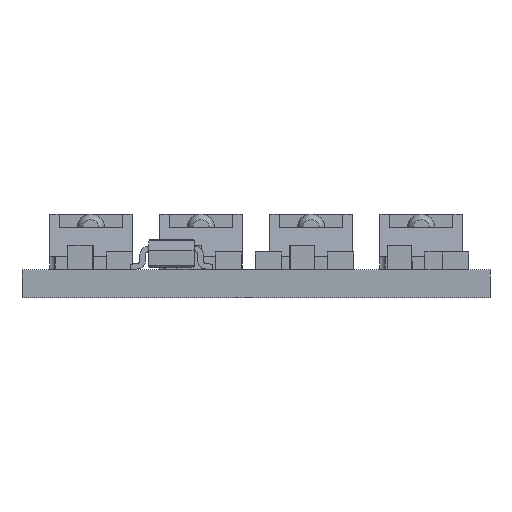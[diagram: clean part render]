
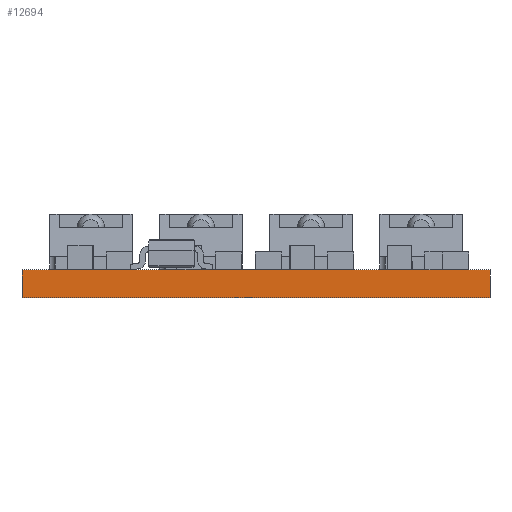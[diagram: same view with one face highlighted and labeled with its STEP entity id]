
A CAD part, front view. The second image highlights one B-rep face of the part: STEP entity #12694.
In plain terms, the highlighted planar face has unit normal (0, -1, 0).
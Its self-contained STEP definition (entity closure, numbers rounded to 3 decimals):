
#658 = EDGE_CURVE ( 'NONE', #41798, #12546, #33789, .T. ) ;
#1293 = PLANE ( 'NONE',  #39928 ) ;
#2560 = CARTESIAN_POINT ( 'NONE',  ( 0., 0., 0. ) ) ;
#4136 = CARTESIAN_POINT ( 'NONE',  ( 0., 0., 1.016 ) ) ;
#4456 = DIRECTION ( 'NONE',  ( 0., 1., 0. ) ) ;
#5038 = CARTESIAN_POINT ( 'NONE',  ( 17., 0., 1.016 ) ) ;
#6098 = ORIENTED_EDGE ( 'NONE', *, *, #658, .T. ) ;
#6960 = VERTEX_POINT ( 'NONE', #14312 ) ;
#7314 = DIRECTION ( 'NONE',  ( 0., 0., 1. ) ) ;
#11166 = EDGE_CURVE ( 'NONE', #12546, #6960, #20133, .T. ) ;
#12546 = VERTEX_POINT ( 'NONE', #20318 ) ;
#12694 = ADVANCED_FACE ( 'NONE', ( #32881 ), #1293, .F. ) ;
#13915 = EDGE_CURVE ( 'NONE', #41798, #21911, #28624, .T. ) ;
#14312 = CARTESIAN_POINT ( 'NONE',  ( 17., 0., 0. ) ) ;
#16104 = DIRECTION ( 'NONE',  ( 1., 0., 0. ) ) ;
#17342 = VECTOR ( 'NONE', #41961, 1000. ) ;
#17398 = DIRECTION ( 'NONE',  ( 0., 0., -1. ) ) ;
#19400 = EDGE_LOOP ( 'NONE', ( #29251, #39177, #37877, #6098 ) ) ;
#20133 = LINE ( 'NONE', #2560, #32991 ) ;
#20318 = CARTESIAN_POINT ( 'NONE',  ( 0., 0., 0. ) ) ;
#21911 = VERTEX_POINT ( 'NONE', #5038 ) ;
#27142 = VECTOR ( 'NONE', #17398, 1000. ) ;
#28624 = LINE ( 'NONE', #41529, #17342 ) ;
#29251 = ORIENTED_EDGE ( 'NONE', *, *, #11166, .T. ) ;
#32881 = FACE_OUTER_BOUND ( 'NONE', #19400, .T. ) ;
#32991 = VECTOR ( 'NONE', #16104, 1000. ) ;
#33764 = CARTESIAN_POINT ( 'NONE',  ( 0., 0., 1.016 ) ) ;
#33789 = LINE ( 'NONE', #4136, #27142 ) ;
#33790 = EDGE_CURVE ( 'NONE', #21911, #6960, #34661, .T. ) ;
#34296 = CARTESIAN_POINT ( 'NONE',  ( 0., 0., 1.016 ) ) ;
#34661 = LINE ( 'NONE', #41856, #40270 ) ;
#35154 = DIRECTION ( 'NONE',  ( 0., 0., -1. ) ) ;
#37877 = ORIENTED_EDGE ( 'NONE', *, *, #13915, .F. ) ;
#39177 = ORIENTED_EDGE ( 'NONE', *, *, #33790, .F. ) ;
#39928 = AXIS2_PLACEMENT_3D ( 'NONE', #33764, #4456, #7314 ) ;
#40270 = VECTOR ( 'NONE', #35154, 1000. ) ;
#41529 = CARTESIAN_POINT ( 'NONE',  ( 0., 0., 1.016 ) ) ;
#41798 = VERTEX_POINT ( 'NONE', #34296 ) ;
#41856 = CARTESIAN_POINT ( 'NONE',  ( 17., 0., 1.016 ) ) ;
#41961 = DIRECTION ( 'NONE',  ( 1., 0., 0. ) ) ;
